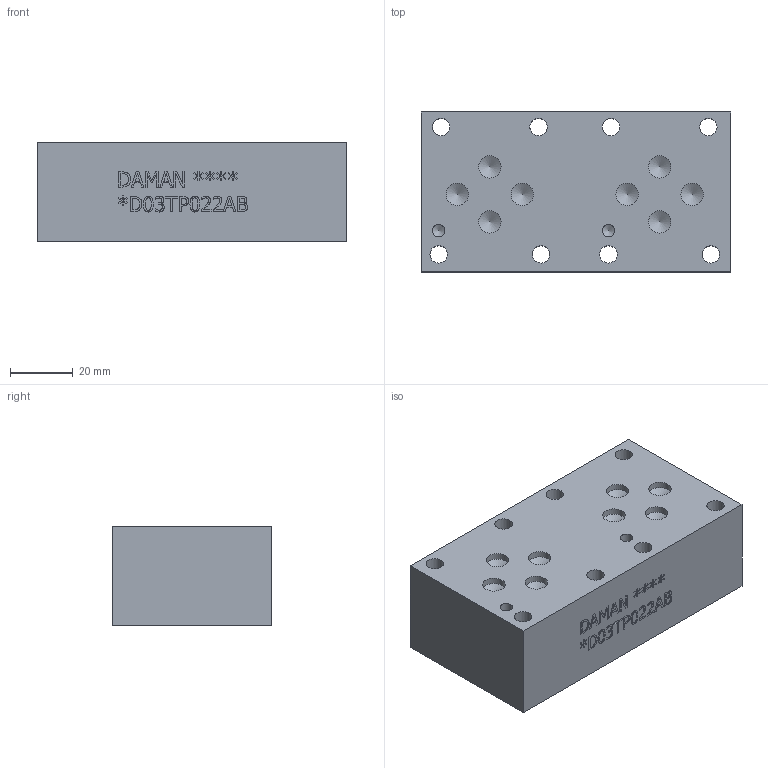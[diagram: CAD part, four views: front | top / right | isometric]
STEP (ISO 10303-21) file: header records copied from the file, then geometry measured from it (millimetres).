
FILE_DESCRIPTION(/* description */ (''),/* implementation_level */ '2;1');
FILE_NAME(/* name */ '_D03TP022AB.stp',/* time_stamp */ '2021-12-22T08:20:01-05:00',/* author */ ('jrf'),/* organization */ (''),/* preprocessor_version */ 'ST-DEVELOPER v18.1',/* originating_system */ 'Autodesk Inventor 2022',/* authorisation */ '');
FILE_SCHEMA (('AUTOMOTIVE_DESIGN { 1 0 10303 214 3 1 1 }'));
Length unit declared in the file: millimetre
Products named in the file (1): Part_AD03TP022AB.C08690R3_3D
Bounding box: 98.42 x 50.8 x 31.75 mm (x, y, z)
Volume: 149710 mm3; surface area: 24804 mm2
Topology: 1 solids, 1 shells, 417 faces, 1111 edges, 734 vertices
Faces by surface type: plane 248, bspline 103, cylinder 41, cone 25
Full cylindrical faces by diameter (mm): 3.175 x2, 3.962 x2, 5.537 x8, 7.137 x16, 12.7 x8
Entity records: 13760 total; most frequent: CARTESIAN_POINT 3692, ORIENTED_EDGE 2182, DIRECTION 1587, EDGE_CURVE 1091, LINE 793, VECTOR 793, VERTEX_POINT 734, EDGE_LOOP 491
